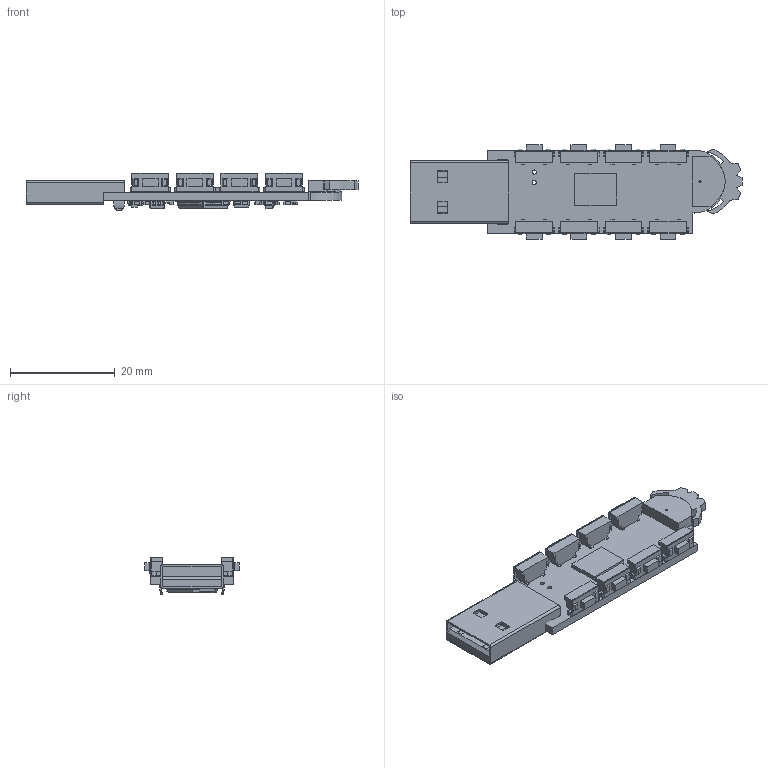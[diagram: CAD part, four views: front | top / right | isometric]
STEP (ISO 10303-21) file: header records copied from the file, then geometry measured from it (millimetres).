
FILE_DESCRIPTION(/* description */ ('KiCad electronic assembly'),/* implementation_level */ '2;1');
FILE_NAME(/* name */ 'PCB.stp',/* time_stamp */ '2022-09-18T03:06:51+03:00',/* author */ ('NoName'),/* organization */ ('Kicad'),/* preprocessor_version */ 'ST-DEVELOPER v18',/* originating_system */ 'Autodesk Inventor 2020',/* authorisation */ 'Unknown');
FILE_SCHEMA (('AUTOMOTIVE_DESIGN { 1 0 10303 214 3 1 1 }'));
Length unit declared in the file: millimetre
Products named in the file (26): PCB; TM-2023; SOLID; USB; SOLID_2; Button; SOLID_1; LGA8; SOLID_3; LQFP-48_7x7mm_P0.5mm; SOLID_6; SOT-23; SOLID_7; TSOT-23-5; SOLID_8; SOT-23-6; SOLID_9; L_0603_1608Metric; SOLID_10; C_0603_1608Metric; SOLID_5; R_0603_1608Metric; SOLID_4; D_SOD-523; SOLID_11; keyholder PCB
Assembly tree (55 placements, depth 3):
  PCB
    TM-2023
      SOLID
    Button  x8
      SOLID_1
    USB
      SOLID_2
    LGA8
      SOLID_3
    R_0603_1608Metric  x9
      SOLID_4
    C_0603_1608Metric  x14
      SOLID_5
    LQFP-48_7x7mm_P0.5mm
      SOLID_6
    SOT-23  x2
      SOLID_7
    TSOT-23-5
      SOLID_8
    SOT-23-6  x2
      SOLID_9
    L_0603_1608Metric
      SOLID_10
    D_SOD-523
      SOLID_11
    keyholder PCB
Bounding box: 63.31 x 18.1 x 7.08 mm (x, y, z)
Volume: 2551 mm3; surface area: 4399.5 mm2
Topology: 43 solids, 43 shells, 2656 faces, 7046 edges, 4554 vertices
Faces by surface type: plane 1966, cylinder 672, cone 18
Full cylindrical faces by diameter (mm): 0.4 x1, 0.5 x1, 0.8 x34, 1 x4, 1.1 x2
Entity records: 48058 total; most frequent: CARTESIAN_POINT 8058, ORIENTED_EDGE 7892, DIRECTION 7845, EDGE_CURVE 3946, LINE 3135, VECTOR 3135, VERTEX_POINT 2520, AXIS2_PLACEMENT_3D 2355
